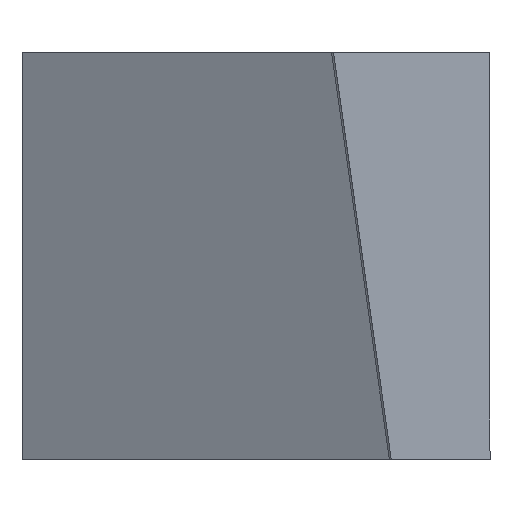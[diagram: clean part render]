
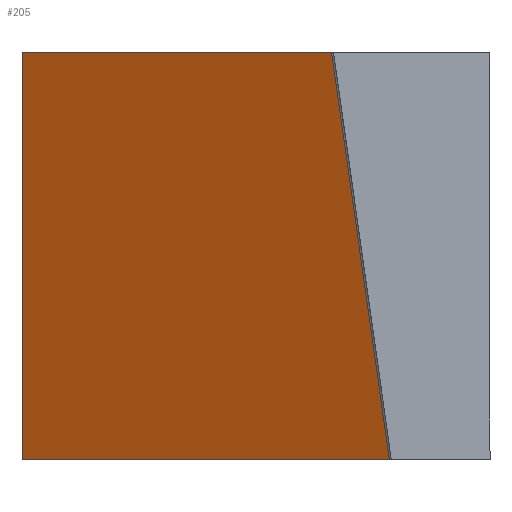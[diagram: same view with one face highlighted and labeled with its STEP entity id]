
A CAD part, top view. The second image highlights one B-rep face of the part: STEP entity #205.
In plain terms, the highlighted free-form (B-spline) face has degree [3, 3] with [4, 4] control points.
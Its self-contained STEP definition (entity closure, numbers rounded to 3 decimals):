
#205 = ADVANCED_FACE( '', ( #470 ), #471, .T. );
#470 = FACE_OUTER_BOUND( '', #871, .T. );
#471 = B_SPLINE_SURFACE_WITH_KNOTS( '', 3, 3, ( ( #872, #873, #874, #875 ), ( #876, #877, #878, #879 ), ( #880, #881, #882, #883 ), ( #884, #885, #886, #887 ) ), .UNSPECIFIED., .F., .F., .F., ( 4, 4 ), ( 4, 4 ), ( 0., 1. ), ( 0., 1. ), .UNSPECIFIED. );
#871 = EDGE_LOOP( '', ( #1472, #1473, #1474, #1475 ) );
#872 = CARTESIAN_POINT( '', ( -664.249, 0., 53.451 ) );
#873 = CARTESIAN_POINT( '', ( -664.34, 133.333, 63.048 ) );
#874 = CARTESIAN_POINT( '', ( -664.431, 266.667, 72.645 ) );
#875 = CARTESIAN_POINT( '', ( -664.522, 400., 82.243 ) );
#876 = CARTESIAN_POINT( '', ( -511.594, 0., 131.233 ) );
#877 = CARTESIAN_POINT( '', ( -511.655, 133.333, 140.845 ) );
#878 = CARTESIAN_POINT( '', ( -511.715, 266.667, 150.458 ) );
#879 = CARTESIAN_POINT( '', ( -511.776, 400., 160.071 ) );
#880 = CARTESIAN_POINT( '', ( -358.939, 0., 209.014 ) );
#881 = CARTESIAN_POINT( '', ( -358.969, 133.333, 218.642 ) );
#882 = CARTESIAN_POINT( '', ( -358.999, 266.667, 228.27 ) );
#883 = CARTESIAN_POINT( '', ( -359.03, 400., 237.898 ) );
#884 = CARTESIAN_POINT( '', ( -206.284, 0., 286.796 ) );
#885 = CARTESIAN_POINT( '', ( -206.284, 133.333, 296.439 ) );
#886 = CARTESIAN_POINT( '', ( -206.284, 266.667, 306.083 ) );
#887 = CARTESIAN_POINT( '', ( -206.283, 400., 315.726 ) );
#1472 = ORIENTED_EDGE( '', *, *, #1973, .T. );
#1473 = ORIENTED_EDGE( '', *, *, #1805, .T. );
#1474 = ORIENTED_EDGE( '', *, *, #1974, .T. );
#1475 = ORIENTED_EDGE( '', *, *, #1928, .T. );
#1805 = EDGE_CURVE( '', #2083, #2081, #2084, .T. );
#1928 = EDGE_CURVE( '', #2290, #2193, #2291, .T. );
#1973 = EDGE_CURVE( '', #2193, #2083, #2351, .T. );
#1974 = EDGE_CURVE( '', #2081, #2290, #2352, .T. );
#2081 = VERTEX_POINT( '', #2496 );
#2083 = VERTEX_POINT( '', #2513 );
#2084 = B_SPLINE_CURVE_WITH_KNOTS( '', 3, ( #2514, #2515, #2516, #2517, #2518, #2519, #2520 ), .UNSPECIFIED., .F., .F., ( 4, 3, 4 ), ( 0.002, 0.155, 0.305 ), .UNSPECIFIED. );
#2193 = VERTEX_POINT( '', #2841 );
#2290 = VERTEX_POINT( '', #3090 );
#2291 = B_SPLINE_CURVE_WITH_KNOTS( '', 3, ( #3091, #3092, #3093, #3094 ), .UNSPECIFIED., .F., .F., ( 4, 4 ), ( 0.235, 0.491 ), .UNSPECIFIED. );
#2351 = B_SPLINE_CURVE_WITH_KNOTS( '', 3, ( #3277, #3278, #3279, #3280, #3281, #3282, #3283, #3284, #3285, #3286 ), .UNSPECIFIED., .F., .F., ( 4, 3, 3, 4 ), ( 0.1, 0.1, 0.201, 0.401 ), .UNSPECIFIED. );
#2352 = B_SPLINE_CURVE_WITH_KNOTS( '', 3, ( #3287, #3288, #3289, #3290, #3291, #3292, #3293, #3294, #3295, #3296, #3297, #3298, #3299 ), .UNSPECIFIED., .F., .F., ( 4, 3, 3, 3, 4 ), ( 0., 0.008, 0.04, 0.168, 0.302 ), .UNSPECIFIED. );
#2496 = CARTESIAN_POINT( '', ( -379.158, 0.527, 198.75 ) );
#2513 = CARTESIAN_POINT( '', ( -649.277, 0.343, 61.104 ) );
#2514 = CARTESIAN_POINT( '', ( -649.277, 0.343, 61.104 ) );
#2515 = CARTESIAN_POINT( '', ( -603.85, 0.374, 84.253 ) );
#2516 = CARTESIAN_POINT( '', ( -558.423, 0.405, 107.402 ) );
#2517 = CARTESIAN_POINT( '', ( -512.995, 0.436, 130.55 ) );
#2518 = CARTESIAN_POINT( '', ( -468.383, 0.466, 153.283 ) );
#2519 = CARTESIAN_POINT( '', ( -423.77, 0.497, 176.017 ) );
#2520 = CARTESIAN_POINT( '', ( -379.158, 0.527, 198.75 ) );
#2841 = CARTESIAN_POINT( '', ( -649.482, 300., 82.673 ) );
#3090 = CARTESIAN_POINT( '', ( -421.668, 300., 198.75 ) );
#3091 = CARTESIAN_POINT( '', ( -421.668, 300., 198.75 ) );
#3092 = CARTESIAN_POINT( '', ( -497.606, 300., 160.058 ) );
#3093 = CARTESIAN_POINT( '', ( -573.544, 300., 121.366 ) );
#3094 = CARTESIAN_POINT( '', ( -649.482, 300., 82.673 ) );
#3277 = CARTESIAN_POINT( '', ( -649.482, 300., 82.673 ) );
#3278 = CARTESIAN_POINT( '', ( -649.482, 299.999, 82.673 ) );
#3279 = CARTESIAN_POINT( '', ( -649.482, 299.998, 82.673 ) );
#3280 = CARTESIAN_POINT( '', ( -649.482, 299.998, 82.673 ) );
#3281 = CARTESIAN_POINT( '', ( -649.459, 266.663, 80.274 ) );
#3282 = CARTESIAN_POINT( '', ( -649.436, 233.329, 77.875 ) );
#3283 = CARTESIAN_POINT( '', ( -649.413, 199.995, 75.475 ) );
#3284 = CARTESIAN_POINT( '', ( -649.368, 133.444, 70.685 ) );
#3285 = CARTESIAN_POINT( '', ( -649.323, 66.894, 65.895 ) );
#3286 = CARTESIAN_POINT( '', ( -649.277, 0.343, 61.104 ) );
#3287 = CARTESIAN_POINT( '', ( -379.158, 0.527, 198.75 ) );
#3288 = CARTESIAN_POINT( '', ( -379.533, 3.167, 198.75 ) );
#3289 = CARTESIAN_POINT( '', ( -379.907, 5.807, 198.75 ) );
#3290 = CARTESIAN_POINT( '', ( -380.282, 8.448, 198.75 ) );
#3291 = CARTESIAN_POINT( '', ( -381.781, 19.008, 198.75 ) );
#3292 = CARTESIAN_POINT( '', ( -383.28, 29.569, 198.75 ) );
#3293 = CARTESIAN_POINT( '', ( -384.779, 40.13, 198.75 ) );
#3294 = CARTESIAN_POINT( '', ( -390.776, 82.373, 198.75 ) );
#3295 = CARTESIAN_POINT( '', ( -396.772, 124.616, 198.75 ) );
#3296 = CARTESIAN_POINT( '', ( -402.769, 166.86, 198.75 ) );
#3297 = CARTESIAN_POINT( '', ( -409.068, 211.24, 198.75 ) );
#3298 = CARTESIAN_POINT( '', ( -415.368, 255.62, 198.75 ) );
#3299 = CARTESIAN_POINT( '', ( -421.668, 300., 198.75 ) );
